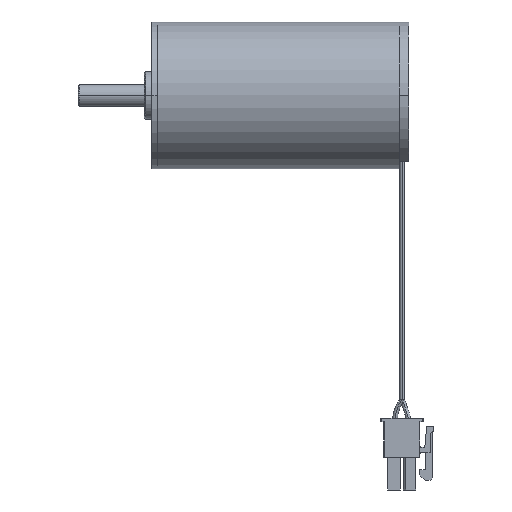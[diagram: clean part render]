
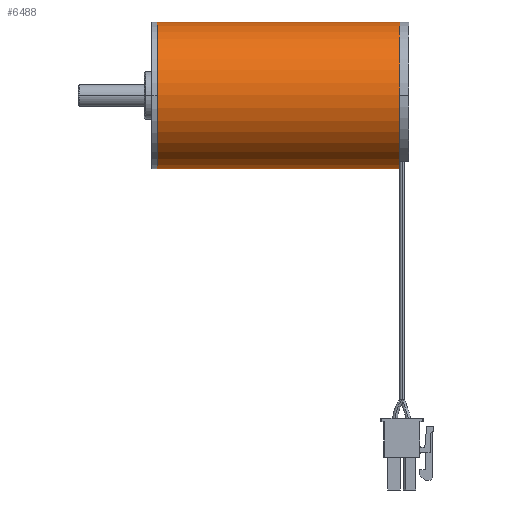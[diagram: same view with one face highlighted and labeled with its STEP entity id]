
A CAD part, left-side view. The second image highlights one B-rep face of the part: STEP entity #6488.
In plain terms, the highlighted cylindrical face has radius 20 mm (diameter 40 mm), a partial arc.
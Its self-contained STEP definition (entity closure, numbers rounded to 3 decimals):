
#1458 = ORIENTED_EDGE ( 'NONE', *, *, #9859, .T. ) ;
#3283 = AXIS2_PLACEMENT_3D ( 'NONE', #15864, #17209, #3872 ) ;
#3757 = EDGE_LOOP ( 'NONE', ( #5064, #14248, #1458, #5543 ) ) ;
#3872 = DIRECTION ( 'NONE',  ( 0., 0., -1. ) ) ;
#4025 = VECTOR ( 'NONE', #6169, 1000. ) ;
#4169 = AXIS2_PLACEMENT_3D ( 'NONE', #14830, #6827, #16150 ) ;
#5064 = ORIENTED_EDGE ( 'NONE', *, *, #11302, .F. ) ;
#5543 = ORIENTED_EDGE ( 'NONE', *, *, #15909, .F. ) ;
#5720 = LINE ( 'NONE', #14727, #16382 ) ;
#6067 = CARTESIAN_POINT ( 'NONE',  ( 0., 0., 20. ) ) ;
#6169 = DIRECTION ( 'NONE',  ( 0., -1., 0. ) ) ;
#6264 = VERTEX_POINT ( 'NONE', #6067 ) ;
#6488 = ADVANCED_FACE ( 'NONE', ( #15594 ), #14350, .T. ) ;
#6827 = DIRECTION ( 'NONE',  ( 0., -1., 0. ) ) ;
#6964 = CARTESIAN_POINT ( 'NONE',  ( 0., 66., -20. ) ) ;
#7869 = CARTESIAN_POINT ( 'NONE',  ( 0., 66., 0. ) ) ;
#8492 = AXIS2_PLACEMENT_3D ( 'NONE', #7869, #17214, #9182 ) ;
#9182 = DIRECTION ( 'NONE',  ( 0., 0., -1. ) ) ;
#9859 = EDGE_CURVE ( 'NONE', #14550, #16023, #5720, .T. ) ;
#10350 = CIRCLE ( 'NONE', #4169, 20. ) ;
#10684 = LINE ( 'NONE', #14180, #4025 ) ;
#11302 = EDGE_CURVE ( 'NONE', #16948, #6264, #10684, .T. ) ;
#14180 = CARTESIAN_POINT ( 'NONE',  ( 0., 0., 20. ) ) ;
#14248 = ORIENTED_EDGE ( 'NONE', *, *, #16916, .T. ) ;
#14350 = CYLINDRICAL_SURFACE ( 'NONE', #3283, 20. ) ;
#14550 = VERTEX_POINT ( 'NONE', #6964 ) ;
#14727 = CARTESIAN_POINT ( 'NONE',  ( 0., 0., -20. ) ) ;
#14830 = CARTESIAN_POINT ( 'NONE',  ( 0., 0., 0. ) ) ;
#15594 = FACE_OUTER_BOUND ( 'NONE', #3757, .T. ) ;
#15739 = CIRCLE ( 'NONE', #8492, 20. ) ;
#15864 = CARTESIAN_POINT ( 'NONE',  ( 0., 0., 0. ) ) ;
#15909 = EDGE_CURVE ( 'NONE', #6264, #16023, #10350, .T. ) ;
#16023 = VERTEX_POINT ( 'NONE', #16392 ) ;
#16150 = DIRECTION ( 'NONE',  ( 0., 0., -1. ) ) ;
#16228 = DIRECTION ( 'NONE',  ( 0., -1., 0. ) ) ;
#16382 = VECTOR ( 'NONE', #16228, 1000. ) ;
#16392 = CARTESIAN_POINT ( 'NONE',  ( 0., 0., -20. ) ) ;
#16916 = EDGE_CURVE ( 'NONE', #16948, #14550, #15739, .T. ) ;
#16948 = VERTEX_POINT ( 'NONE', #17277 ) ;
#17209 = DIRECTION ( 'NONE',  ( 0., -1., 0. ) ) ;
#17214 = DIRECTION ( 'NONE',  ( 0., -1., 0. ) ) ;
#17277 = CARTESIAN_POINT ( 'NONE',  ( 0., 66., 20. ) ) ;
